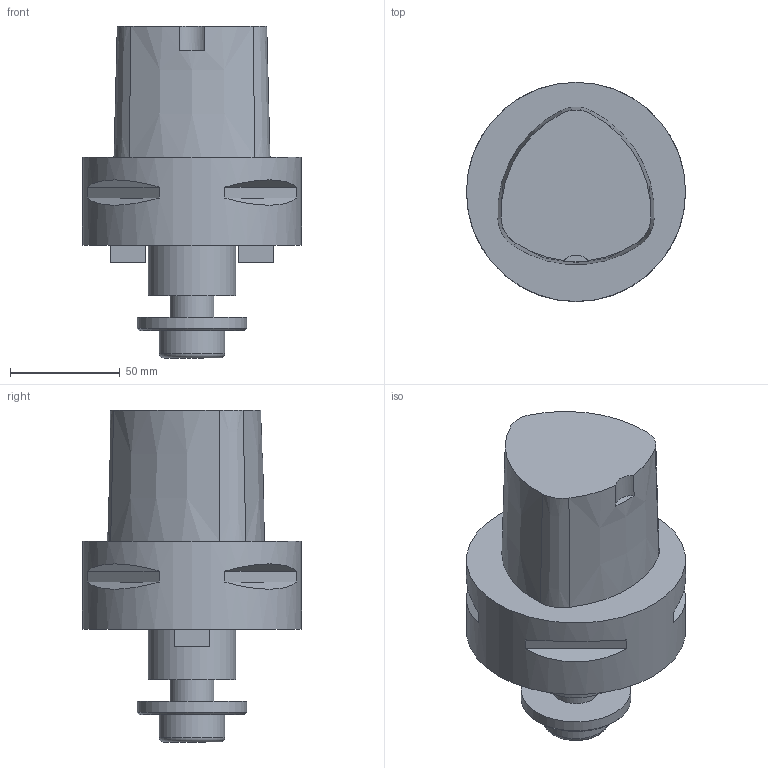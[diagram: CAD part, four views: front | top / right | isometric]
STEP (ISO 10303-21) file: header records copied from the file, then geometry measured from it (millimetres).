
FILE_DESCRIPTION(/* description */ ('3-D model version:1'),/* implementation_level */ '2;1');
FILE_NAME(/* name */ 'C10-391.05C-40040M',/* time_stamp */ '2016-12-02T14:00:40',/* author */ ('InteractiveCad'),/* organization */ ('AB Sandvik Coromant'),/* preprocessor_version */ 'ST-DEVELOPER v11',/* originating_system */ 'SIEMENS UGS NX 6.0',/* authorization */ '');
FILE_SCHEMA(('AUTOMOTIVE_DESIGN'));
Length unit declared in the file: millimetre
Products named in the file (1): C10_391_05C_40040M_SIM
Bounding box: 100 x 100 x 151.5 mm (x, y, z)
Volume: 585917.4 mm3; surface area: 56341.2 mm2
Topology: 1 solids, 1 shells, 72 faces, 152 edges, 101 vertices
Faces by surface type: plane 38, cylinder 19, cone 11, torus 4
Full cylindrical faces by diameter (mm): 5 x4, 6.8 x4, 13 x2, 13.3 x2, 20 x1, 21 x1, 29.835 x1, 40 x1, 50 x1, 100 x1
Entity records: 1816 total; most frequent: DIRECTION 326, CARTESIAN_POINT 286, ORIENTED_EDGE 224, AXIS2_PLACEMENT_3D 140, EDGE_LOOP 118, EDGE_CURVE 112, VERTEX_POINT 92, FACE_BOUND 86
